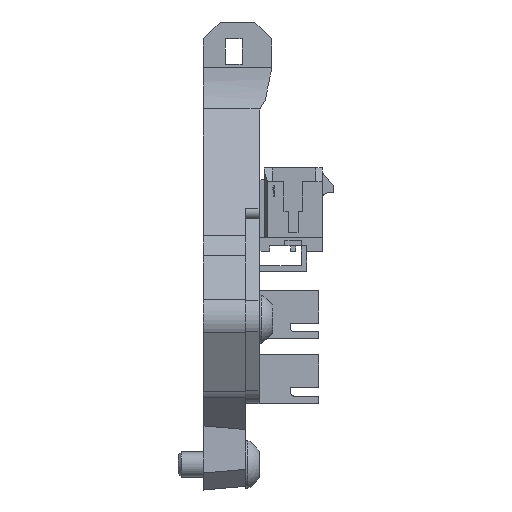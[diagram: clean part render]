
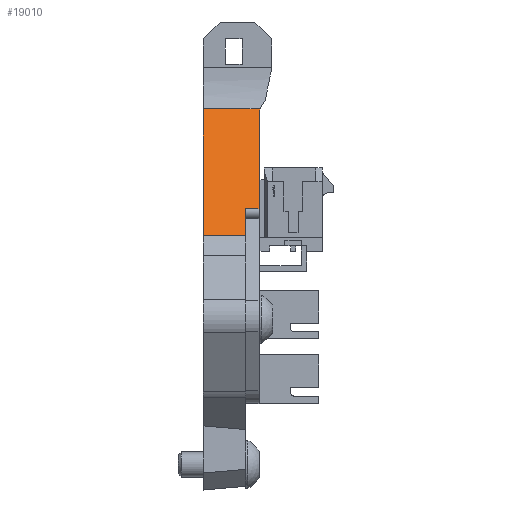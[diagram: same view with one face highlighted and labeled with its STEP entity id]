
A CAD part, front view. The second image highlights one B-rep face of the part: STEP entity #19010.
In plain terms, the highlighted face is planar.
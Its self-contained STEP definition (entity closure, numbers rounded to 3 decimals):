
#1550=FACE_OUTER_BOUND('',#2700,.T.);
#2700=EDGE_LOOP('',(#16617,#16618,#16619,#16620,#16621,#16622,#16623));
#4955=LINE('',#30162,#7318);
#5006=LINE('',#30326,#7369);
#5041=LINE('',#30418,#7404);
#5046=LINE('',#30431,#7409);
#5048=LINE('',#30435,#7411);
#5049=LINE('',#30437,#7412);
#5050=LINE('',#30438,#7413);
#7318=VECTOR('',#24821,10.);
#7369=VECTOR('',#24952,10.);
#7404=VECTOR('',#25035,10.);
#7409=VECTOR('',#25052,10.);
#7411=VECTOR('',#25056,10.);
#7412=VECTOR('',#25057,10.);
#7413=VECTOR('',#25058,10.);
#8984=VERTEX_POINT('',#30159);
#8985=VERTEX_POINT('',#30161);
#9057=VERTEX_POINT('',#30323);
#9058=VERTEX_POINT('',#30325);
#9090=VERTEX_POINT('',#30414);
#9094=VERTEX_POINT('',#30434);
#9095=VERTEX_POINT('',#30436);
#11490=EDGE_CURVE('',#8984,#8985,#4955,.T.);
#11572=EDGE_CURVE('',#9057,#9058,#5006,.T.);
#11619=EDGE_CURVE('',#9058,#9090,#5041,.T.);
#11626=EDGE_CURVE('',#8985,#9057,#5046,.T.);
#11628=EDGE_CURVE('',#9094,#8984,#5048,.T.);
#11629=EDGE_CURVE('',#9094,#9095,#5049,.T.);
#11630=EDGE_CURVE('',#9095,#9090,#5050,.F.);
#16617=ORIENTED_EDGE('',*,*,#11619,.F.);
#16618=ORIENTED_EDGE('',*,*,#11572,.F.);
#16619=ORIENTED_EDGE('',*,*,#11626,.F.);
#16620=ORIENTED_EDGE('',*,*,#11490,.F.);
#16621=ORIENTED_EDGE('',*,*,#11628,.F.);
#16622=ORIENTED_EDGE('',*,*,#11629,.T.);
#16623=ORIENTED_EDGE('',*,*,#11630,.T.);
#17785=PLANE('',#20328);
#19010=ADVANCED_FACE('',(#1550),#17785,.T.);
#20328=AXIS2_PLACEMENT_3D('',#30433,#25054,#25055);
#24821=DIRECTION('',(-0.49,-0.872,0.));
#24952=DIRECTION('',(0.49,0.872,0.));
#25035=DIRECTION('',(0.,0.,1.));
#25052=DIRECTION('',(0.,0.,-1.));
#25054=DIRECTION('center_axis',(-0.872,0.49,0.));
#25055=DIRECTION('ref_axis',(0.49,0.872,0.));
#25056=DIRECTION('',(0.,0.,-1.));
#25057=DIRECTION('',(0.49,0.872,0.));
#25058=DIRECTION('',(-0.434,-0.772,-0.463));
#30159=CARTESIAN_POINT('',(-14.945,9.078,0.));
#30161=CARTESIAN_POINT('',(-16.747,5.874,0.));
#30162=CARTESIAN_POINT('',(-14.549,9.781,0.));
#30323=CARTESIAN_POINT('',(-16.747,5.874,-5.));
#30325=CARTESIAN_POINT('',(-8.285,20.917,-5.));
#30326=CARTESIAN_POINT('',(-7.,23.2,-5.));
#30414=CARTESIAN_POINT('',(-8.285,20.917,1.73));
#30418=CARTESIAN_POINT('',(-8.285,20.917,0.));
#30431=CARTESIAN_POINT('',(-16.747,5.874,0.));
#30433=CARTESIAN_POINT('Origin',(-17.5,4.536,0.));
#30434=CARTESIAN_POINT('',(-14.945,9.078,1.6));
#30435=CARTESIAN_POINT('',(-14.945,9.078,0.));
#30436=CARTESIAN_POINT('',(-8.406,20.7,1.6));
#30437=CARTESIAN_POINT('',(-7.298,22.671,1.6));
#30438=CARTESIAN_POINT('',(-11.39,15.398,-1.581));
